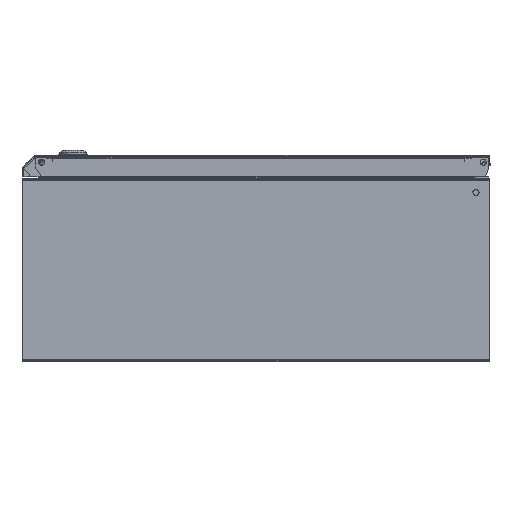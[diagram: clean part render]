
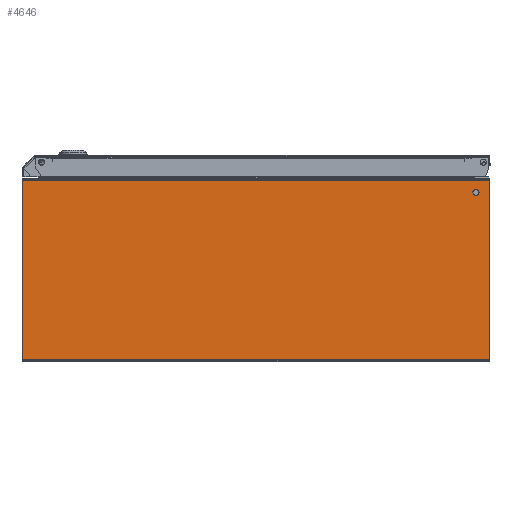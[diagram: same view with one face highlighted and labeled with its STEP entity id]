
A CAD part, front view. The second image highlights one B-rep face of the part: STEP entity #4646.
In plain terms, the highlighted face is planar.
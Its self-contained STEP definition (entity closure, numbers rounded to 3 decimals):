
#10 = CARTESIAN_POINT ( 'NONE',  ( -203.453, 0., 418.938 ) ) ;
#185 = EDGE_LOOP ( 'NONE', ( #17743, #9192, #4283, #16335 ) ) ;
#255 = LINE ( 'NONE', #19896, #21806 ) ;
#337 = FACE_OUTER_BOUND ( 'NONE', #185, .T. ) ;
#412 = VERTEX_POINT ( 'NONE', #14693 ) ;
#616 = DIRECTION ( 'NONE',  ( 0., 1., 0. ) ) ;
#1657 = ORIENTED_EDGE ( 'NONE', *, *, #2453, .F. ) ;
#2057 = VERTEX_POINT ( 'NONE', #13334 ) ;
#2260 = CARTESIAN_POINT ( 'NONE',  ( -11.753, 0., -81.062 ) ) ;
#2453 = EDGE_CURVE ( 'NONE', #6798, #7085, #18431, .T. ) ;
#2503 = VERTEX_POINT ( 'NONE', #10551 ) ;
#2965 = AXIS2_PLACEMENT_3D ( 'NONE', #6805, #20234, #3383 ) ;
#3383 = DIRECTION ( 'NONE',  ( 0., 0., 1. ) ) ;
#3510 = EDGE_CURVE ( 'NONE', #7085, #6798, #10709, .T. ) ;
#3544 = EDGE_CURVE ( 'NONE', #9820, #412, #20019, .T. ) ;
#3784 = DIRECTION ( 'NONE',  ( 0., 0., 1. ) ) ;
#4283 = ORIENTED_EDGE ( 'NONE', *, *, #3544, .T. ) ;
#4434 = CARTESIAN_POINT ( 'NONE',  ( -24.753, 0., 400.688 ) ) ;
#4646 = ADVANCED_FACE ( 'NONE', ( #6978, #337 ), #5437, .T. ) ;
#4739 = LINE ( 'NONE', #6503, #9484 ) ;
#4823 = DIRECTION ( 'NONE',  ( 0., 0., -1. ) ) ;
#5437 = PLANE ( 'NONE',  #5753 ) ;
#5753 = AXIS2_PLACEMENT_3D ( 'NONE', #10, #13694, #3784 ) ;
#6503 = CARTESIAN_POINT ( 'NONE',  ( -203.453, 0., -81.062 ) ) ;
#6798 = VERTEX_POINT ( 'NONE', #4434 ) ;
#6805 = CARTESIAN_POINT ( 'NONE',  ( -24.753, 0., 403.938 ) ) ;
#6978 = FACE_BOUND ( 'NONE', #7541, .T. ) ;
#7085 = VERTEX_POINT ( 'NONE', #18710 ) ;
#7541 = EDGE_LOOP ( 'NONE', ( #7581, #1657 ) ) ;
#7581 = ORIENTED_EDGE ( 'NONE', *, *, #3510, .F. ) ;
#8065 = DIRECTION ( 'NONE',  ( 1., 0., 0. ) ) ;
#9192 = ORIENTED_EDGE ( 'NONE', *, *, #17556, .T. ) ;
#9484 = VECTOR ( 'NONE', #12989, 1000. ) ;
#9820 = VERTEX_POINT ( 'NONE', #2260 ) ;
#10551 = CARTESIAN_POINT ( 'NONE',  ( -203.453, 0., 418.938 ) ) ;
#10709 = CIRCLE ( 'NONE', #16299, 3.25 ) ;
#12981 = CARTESIAN_POINT ( 'NONE',  ( -203.453, 0., -81.062 ) ) ;
#12989 = DIRECTION ( 'NONE',  ( 0., 0., 1. ) ) ;
#13334 = CARTESIAN_POINT ( 'NONE',  ( -11.753, 0., 418.938 ) ) ;
#13343 = LINE ( 'NONE', #19945, #14366 ) ;
#13694 = DIRECTION ( 'NONE',  ( 0., 1., 0. ) ) ;
#14300 = DIRECTION ( 'NONE',  ( 0., 0., 1. ) ) ;
#14366 = VECTOR ( 'NONE', #8065, 1000. ) ;
#14625 = DIRECTION ( 'NONE',  ( -1., 0., 0. ) ) ;
#14693 = CARTESIAN_POINT ( 'NONE',  ( -203.453, 0., -81.062 ) ) ;
#14933 = EDGE_CURVE ( 'NONE', #2503, #2057, #13343, .T. ) ;
#15483 = EDGE_CURVE ( 'NONE', #412, #2503, #4739, .T. ) ;
#16299 = AXIS2_PLACEMENT_3D ( 'NONE', #19579, #616, #14300 ) ;
#16335 = ORIENTED_EDGE ( 'NONE', *, *, #15483, .T. ) ;
#17556 = EDGE_CURVE ( 'NONE', #2057, #9820, #255, .T. ) ;
#17704 = VECTOR ( 'NONE', #14625, 1000. ) ;
#17743 = ORIENTED_EDGE ( 'NONE', *, *, #14933, .T. ) ;
#18431 = CIRCLE ( 'NONE', #2965, 3.25 ) ;
#18710 = CARTESIAN_POINT ( 'NONE',  ( -24.753, 0., 407.188 ) ) ;
#19579 = CARTESIAN_POINT ( 'NONE',  ( -24.753, 0., 403.938 ) ) ;
#19896 = CARTESIAN_POINT ( 'NONE',  ( -11.753, 0., 418.938 ) ) ;
#19945 = CARTESIAN_POINT ( 'NONE',  ( -203.453, 0., 418.938 ) ) ;
#20019 = LINE ( 'NONE', #12981, #17704 ) ;
#20234 = DIRECTION ( 'NONE',  ( 0., 1., 0. ) ) ;
#21806 = VECTOR ( 'NONE', #4823, 1000. ) ;
